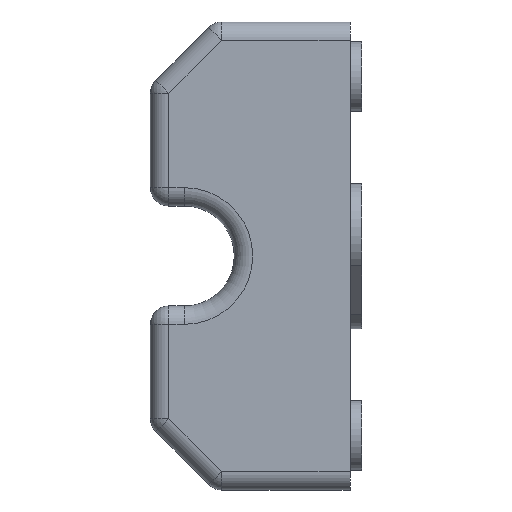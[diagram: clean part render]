
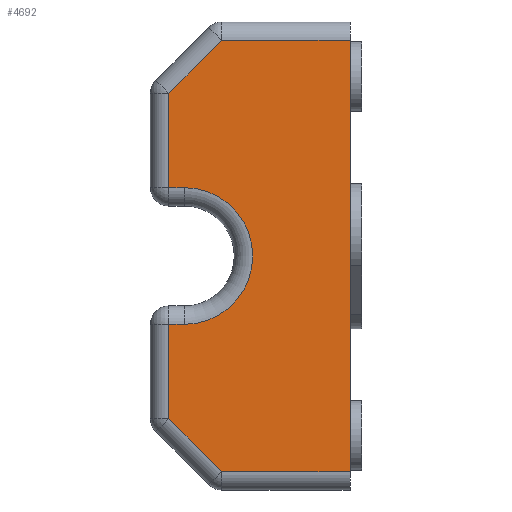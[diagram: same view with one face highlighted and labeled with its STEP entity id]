
A CAD part, left-side view. The second image highlights one B-rep face of the part: STEP entity #4692.
In plain terms, the highlighted planar face has unit normal (-1, 0, 0).
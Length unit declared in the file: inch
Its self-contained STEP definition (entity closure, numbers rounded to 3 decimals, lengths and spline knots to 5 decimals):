
#86 = CARTESIAN_POINT ( 'NONE',  ( -1.875, 0.07874, 1.59055 ) ) ;
#554 = EDGE_CURVE ( 'NONE', #13452, #7069, #5765, .T. ) ;
#1021 = ORIENTED_EDGE ( 'NONE', *, *, #10267, .F. ) ;
#1040 = VECTOR ( 'NONE', #5787, 39.37008 ) ;
#1265 = DIRECTION ( 'NONE',  ( 0., 0., -1. ) ) ;
#1410 = CARTESIAN_POINT ( 'NONE',  ( -1.875, 0.07874, -1.46555 ) ) ;
#1494 = VERTEX_POINT ( 'NONE', #5135 ) ;
#1521 = VECTOR ( 'NONE', #2971, 39.37008 ) ;
#1868 = CARTESIAN_POINT ( 'NONE',  ( -1.875, 0.07874, 1.46555 ) ) ;
#2534 = EDGE_CURVE ( 'NONE', #7448, #13452, #4054, .T. ) ;
#2651 = CARTESIAN_POINT ( 'NONE',  ( -1.875, 1.31201, -1.15748 ) ) ;
#2697 = EDGE_CURVE ( 'NONE', #10124, #8048, #7042, .T. ) ;
#2795 = CARTESIAN_POINT ( 'NONE',  ( -1.875, 1.43701, 0.46457 ) ) ;
#2971 = DIRECTION ( 'NONE',  ( 0., 1., 0. ) ) ;
#3118 = VECTOR ( 'NONE', #7279, 39.37008 ) ;
#3209 = EDGE_CURVE ( 'NONE', #1494, #10124, #5112, .T. ) ;
#3954 = LINE ( 'NONE', #2795, #1040 ) ;
#4054 = LINE ( 'NONE', #2651, #11072 ) ;
#4284 = CARTESIAN_POINT ( 'NONE',  ( -1.875, 1.43701, 1.46555 ) ) ;
#4692 = ADVANCED_FACE ( 'NONE', ( #18218 ), #16823, .F. ) ;
#4884 = DIRECTION ( 'NONE',  ( 0., -1., 0. ) ) ;
#5112 = LINE ( 'NONE', #16458, #5693 ) ;
#5135 = CARTESIAN_POINT ( 'NONE',  ( -1.875, 0.95216, 1.46555 ) ) ;
#5612 = VERTEX_POINT ( 'NONE', #1410 ) ;
#5693 = VECTOR ( 'NONE', #6230, 39.37008 ) ;
#5724 = VERTEX_POINT ( 'NONE', #11857 ) ;
#5765 = LINE ( 'NONE', #5954, #6540 ) ;
#5787 = DIRECTION ( 'NONE',  ( 0., -1., 0. ) ) ;
#5918 = DIRECTION ( 'NONE',  ( 0., 0., -1. ) ) ;
#5954 = CARTESIAN_POINT ( 'NONE',  ( -1.875, 2.72264, 0.30492 ) ) ;
#5965 = LINE ( 'NONE', #4284, #1521 ) ;
#6230 = DIRECTION ( 'NONE',  ( 0., 0.707, -0.707 ) ) ;
#6427 = DIRECTION ( 'NONE',  ( 1., 0., 0. ) ) ;
#6526 = LINE ( 'NONE', #17670, #7258 ) ;
#6540 = VECTOR ( 'NONE', #10240, 39.37008 ) ;
#6674 = DIRECTION ( 'NONE',  ( 0., 0., -1. ) ) ;
#6689 = DIRECTION ( 'NONE',  ( 1., 0., 0. ) ) ;
#6876 = CARTESIAN_POINT ( 'NONE',  ( -1.875, 1.43701, 1.59055 ) ) ;
#6899 = VECTOR ( 'NONE', #5918, 39.37008 ) ;
#7042 = LINE ( 'NONE', #18382, #6899 ) ;
#7069 = VERTEX_POINT ( 'NONE', #7099 ) ;
#7099 = CARTESIAN_POINT ( 'NONE',  ( -1.875, 0.95216, -1.46555 ) ) ;
#7258 = VECTOR ( 'NONE', #8115, 39.37008 ) ;
#7279 = DIRECTION ( 'NONE',  ( 0., 0., -1. ) ) ;
#7448 = VERTEX_POINT ( 'NONE', #15448 ) ;
#7530 = VERTEX_POINT ( 'NONE', #1868 ) ;
#8048 = VERTEX_POINT ( 'NONE', #8675 ) ;
#8111 = EDGE_CURVE ( 'NONE', #5724, #17556, #10533, .T. ) ;
#8115 = DIRECTION ( 'NONE',  ( 0., 1., 0. ) ) ;
#8130 = EDGE_CURVE ( 'NONE', #17556, #7448, #6526, .T. ) ;
#8281 = VECTOR ( 'NONE', #4884, 39.37008 ) ;
#8675 = CARTESIAN_POINT ( 'NONE',  ( -1.875, 1.31201, 0.46457 ) ) ;
#8710 = ORIENTED_EDGE ( 'NONE', *, *, #8130, .T. ) ;
#9220 = ORIENTED_EDGE ( 'NONE', *, *, #2534, .T. ) ;
#10102 = ORIENTED_EDGE ( 'NONE', *, *, #554, .T. ) ;
#10124 = VERTEX_POINT ( 'NONE', #14955 ) ;
#10240 = DIRECTION ( 'NONE',  ( 0., -0.707, -0.707 ) ) ;
#10267 = EDGE_CURVE ( 'NONE', #7530, #5612, #12872, .T. ) ;
#10282 = EDGE_CURVE ( 'NONE', #8048, #5724, #3954, .T. ) ;
#10533 = CIRCLE ( 'NONE', #12022, 0.46457 ) ;
#11072 = VECTOR ( 'NONE', #6674, 39.37008 ) ;
#11157 = ORIENTED_EDGE ( 'NONE', *, *, #8111, .T. ) ;
#11456 = CARTESIAN_POINT ( 'NONE',  ( -1.875, 1.20571, -0.46457 ) ) ;
#11857 = CARTESIAN_POINT ( 'NONE',  ( -1.875, 1.20571, 0.46457 ) ) ;
#11970 = LINE ( 'NONE', #16334, #8281 ) ;
#12022 = AXIS2_PLACEMENT_3D ( 'NONE', #17574, #6427, #15092 ) ;
#12040 = ORIENTED_EDGE ( 'NONE', *, *, #2697, .T. ) ;
#12503 = ORIENTED_EDGE ( 'NONE', *, *, #14459, .T. ) ;
#12543 = ORIENTED_EDGE ( 'NONE', *, *, #3209, .T. ) ;
#12817 = ORIENTED_EDGE ( 'NONE', *, *, #13701, .T. ) ;
#12872 = LINE ( 'NONE', #86, #3118 ) ;
#13452 = VERTEX_POINT ( 'NONE', #17952 ) ;
#13701 = EDGE_CURVE ( 'NONE', #7069, #5612, #11970, .T. ) ;
#14348 = ORIENTED_EDGE ( 'NONE', *, *, #10282, .T. ) ;
#14459 = EDGE_CURVE ( 'NONE', #7530, #1494, #5965, .T. ) ;
#14955 = CARTESIAN_POINT ( 'NONE',  ( -1.875, 1.31201, 1.1057 ) ) ;
#15092 = DIRECTION ( 'NONE',  ( 0., 0., -1. ) ) ;
#15448 = CARTESIAN_POINT ( 'NONE',  ( -1.875, 1.31201, -0.46457 ) ) ;
#16334 = CARTESIAN_POINT ( 'NONE',  ( -1.875, 1.43701, -1.46555 ) ) ;
#16458 = CARTESIAN_POINT ( 'NONE',  ( -1.875, 1.13208, 1.28563 ) ) ;
#16823 = PLANE ( 'NONE',  #17136 ) ;
#17136 = AXIS2_PLACEMENT_3D ( 'NONE', #6876, #6689, #1265 ) ;
#17556 = VERTEX_POINT ( 'NONE', #11456 ) ;
#17574 = CARTESIAN_POINT ( 'NONE',  ( -1.875, 1.20571, 0. ) ) ;
#17670 = CARTESIAN_POINT ( 'NONE',  ( -1.875, 1.43701, -0.46457 ) ) ;
#17749 = EDGE_LOOP ( 'NONE', ( #10102, #12817, #1021, #12503, #12543, #12040, #14348, #11157, #8710, #9220 ) ) ;
#17952 = CARTESIAN_POINT ( 'NONE',  ( -1.875, 1.31201, -1.1057 ) ) ;
#18218 = FACE_OUTER_BOUND ( 'NONE', #17749, .T. ) ;
#18382 = CARTESIAN_POINT ( 'NONE',  ( -1.875, 1.31201, 0.33957 ) ) ;
